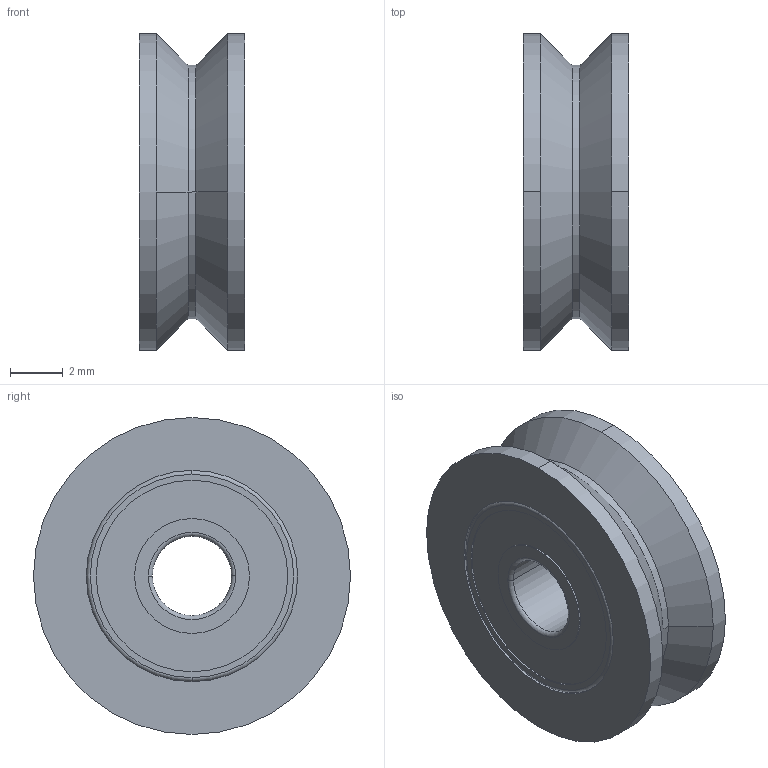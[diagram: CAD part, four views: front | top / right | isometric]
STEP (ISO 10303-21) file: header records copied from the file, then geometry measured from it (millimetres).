
FILE_DESCRIPTION (( 'STEP AP203' ), '1' );
FILE_NAME ('3x12x4mm bearing.STEP', '2019-09-28T20:01:39', ( '' ), ( '' ), 'SwSTEP 2.0', 'SolidWorks 2018', '' );
FILE_SCHEMA (( 'CONFIG_CONTROL_DESIGN' ));
Length unit declared in the file: millimetre
Products named in the file (7): V bearing outter shell_O ring; 3x12x4mm bearing; _693ZZ_Shield2_18; _693ZZ_Inner_Ring_4; _693ZZ_Ball_8; _693ZZ_Shield1_6; _693ZZ_Outer_Ring_2
Assembly tree (14 placements, depth 2):
  3x12x4mm bearing
    _693ZZ_Outer_Ring_2
    _693ZZ_Inner_Ring_4
    _693ZZ_Shield1_6
    _693ZZ_Ball_8  x9
    _693ZZ_Shield2_18
    V bearing outter shell_O ring
Bounding box: 4 x 12 x 12 mm (x, y, z)
Volume: 300.4 mm3; surface area: 905.8 mm2
Topology: 14 solids, 14 shells, 80 faces, 200 edges, 114 vertices
Faces by surface type: cylinder 32, sphere 18, torus 14, plane 12, cone 4
Entity records: 2751 total; most frequent: CARTESIAN_POINT 362, DIRECTION 356, ORIENTED_EDGE 260, AXIS2_PLACEMENT_3D 160, EDGE_CURVE 130, VERTEX_POINT 80, CIRCLE 79, EDGE_LOOP 76
